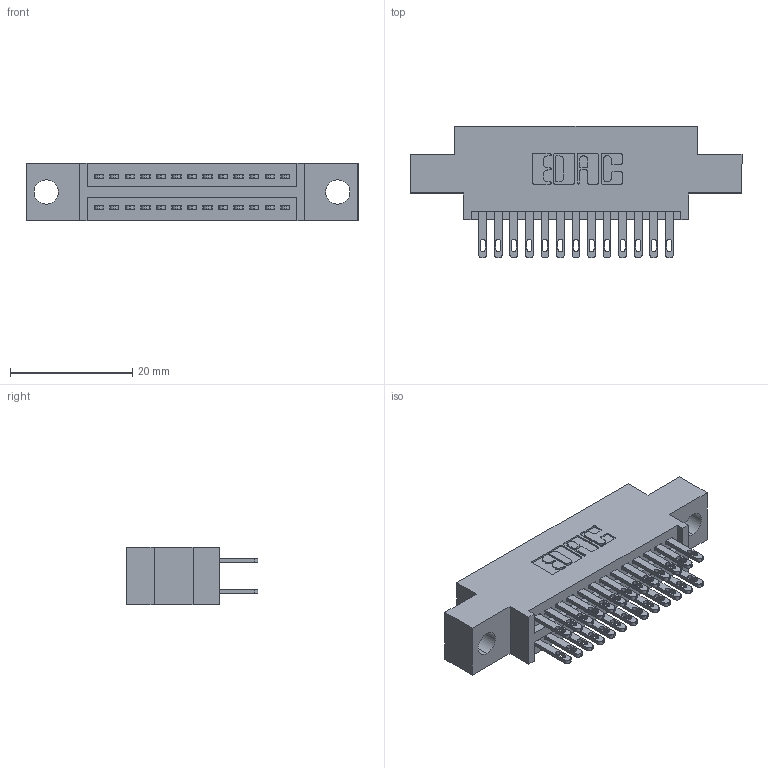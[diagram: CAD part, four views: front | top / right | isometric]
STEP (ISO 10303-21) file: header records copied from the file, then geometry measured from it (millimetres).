
FILE_DESCRIPTION (( 'STEP AP203' ), '1' );
FILE_NAME ('895-026-500-804.STEP', '2020-09-25T14:43:09', ( '' ), ( '' ), 'SwSTEP 2.0', 'SolidWorks 2020', '' );
FILE_SCHEMA (( 'CONFIG_CONTROL_DESIGN' ));
Length unit declared in the file: inch
Products named in the file (3): 845 Part_0.170 Offset - 0.156 Dia-TH; 895-026-500-804; 345-292-001_345-293-100
Assembly tree (27 placements, depth 2):
  895-026-500-804
    845 Part_0.170 Offset - 0.156 Dia-TH
    345-292-001_345-293-100  x26
Bounding box: 54.23 x 21.51 x 9.4 mm (x, y, z)
Volume: 4876.9 mm3; surface area: 6871 mm2
Topology: 27 solids, 27 shells, 1326 faces, 4019 edges, 2678 vertices
Faces by surface type: plane 786, cylinder 540
Entity records: 14169 total; most frequent: CARTESIAN_POINT 2404, ORIENTED_EDGE 2338, DIRECTION 2157, EDGE_CURVE 1169, LINE 981, VECTOR 981, VERTEX_POINT 778, AXIS2_PLACEMENT_3D 588
